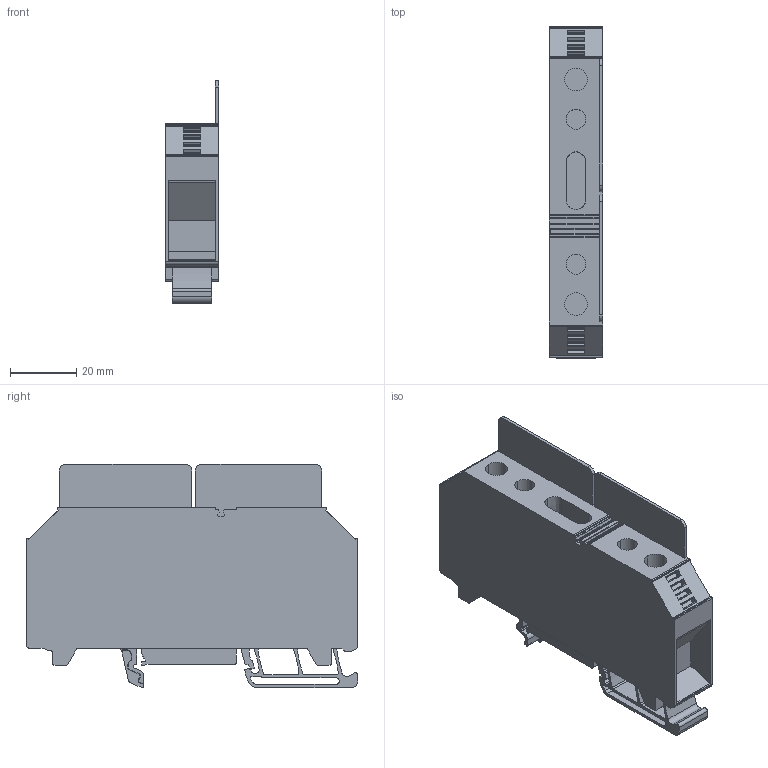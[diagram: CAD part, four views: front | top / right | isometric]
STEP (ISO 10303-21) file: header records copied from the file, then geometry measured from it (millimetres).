
FILE_DESCRIPTION(('CATIA V5 STEP Exchange','CAx-IF Rec.Pracs.--- Model Styling and Organization---1.4--- 2014-01-23'),'2;1');
FILE_NAME ('D1459193_0', '2020-03-03T08:01:03+00:00', ('none'), ('Weidmueller'), 'CATIA Version 5-6 Release 2016 SP3 HF44', 'CATIA V5 STEP AP214', 'none');
FILE_SCHEMA(('AUTOMOTIVE_DESIGN { 1 0 10303 214 1 1 1 1 }'));
Length unit declared in the file: millimetre
Products named in the file (1): 1925060000_WTL_35-1STB
Bounding box: 16 x 100 x 67.25 mm (x, y, z)
Volume: 65228.1 mm3; surface area: 20664.4 mm2
Topology: 1 solids, 1 shells, 379 faces, 1106 edges, 744 vertices
Faces by surface type: plane 242, cylinder 95, extrusion 28, cone 14
Entity records: 12320 total; most frequent: CARTESIAN_POINT 2577, ORIENTED_EDGE 2212, DIRECTION 1656, EDGE_CURVE 1106, VECTOR 833, LINE 805, VERTEX_POINT 744, AXIS2_PLACEMENT_3D 525
